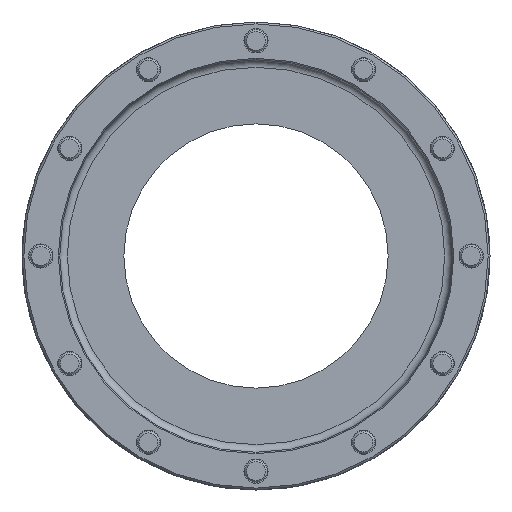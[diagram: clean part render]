
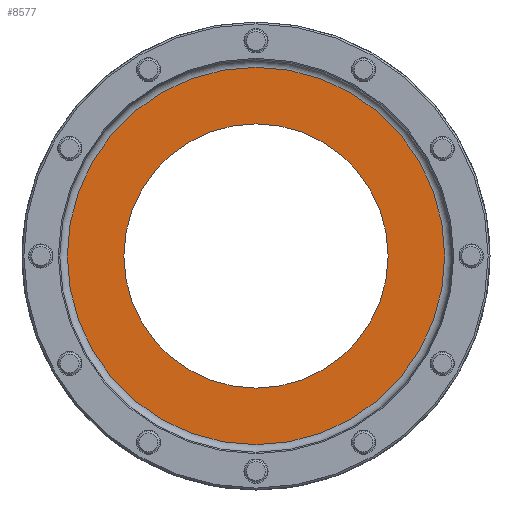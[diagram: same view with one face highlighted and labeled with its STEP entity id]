
A CAD part, left-side view. The second image highlights one B-rep face of the part: STEP entity #8577.
In plain terms, the highlighted planar face has unit normal (-1, 0, 0).
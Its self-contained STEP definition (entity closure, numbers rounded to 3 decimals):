
#1623=PLANE('',#9619);
#3629=ORIENTED_EDGE('',*,*,#4825,.T.);
#3630=ORIENTED_EDGE('',*,*,#4822,.T.);
#4822=EDGE_CURVE('',#5589,#5589,#6090,.T.);
#4825=EDGE_CURVE('',#5592,#5592,#6093,.T.);
#5589=VERTEX_POINT('',#14720);
#5592=VERTEX_POINT('',#14728);
#6090=CIRCLE('',#9615,50.);
#6093=CIRCLE('',#9620,35.);
#6898=EDGE_LOOP('',(#3629));
#6899=EDGE_LOOP('',(#3630));
#7809=FACE_BOUND('',#6898,.T.);
#7810=FACE_BOUND('',#6899,.T.);
#8577=ADVANCED_FACE('',(#7809,#7810),#1623,.T.);
#9615=AXIS2_PLACEMENT_3D('',#14719,#12211,#12212);
#9619=AXIS2_PLACEMENT_3D('',#14726,#12219,#12220);
#9620=AXIS2_PLACEMENT_3D('',#14727,#12221,#12222);
#12211=DIRECTION('',(-1.,0.,0.));
#12212=DIRECTION('',(0.,0.,-1.));
#12219=DIRECTION('',(-1.,0.,0.));
#12220=DIRECTION('',(0.,0.,-1.));
#12221=DIRECTION('',(1.,0.,0.));
#12222=DIRECTION('',(0.,0.,1.));
#14719=CARTESIAN_POINT('',(-33.178,0.,0.));
#14720=CARTESIAN_POINT('',(-33.178,0.,-50.));
#14726=CARTESIAN_POINT('',(-33.178,0.,52.));
#14727=CARTESIAN_POINT('',(-33.178,0.,0.));
#14728=CARTESIAN_POINT('',(-33.178,0.,35.));
